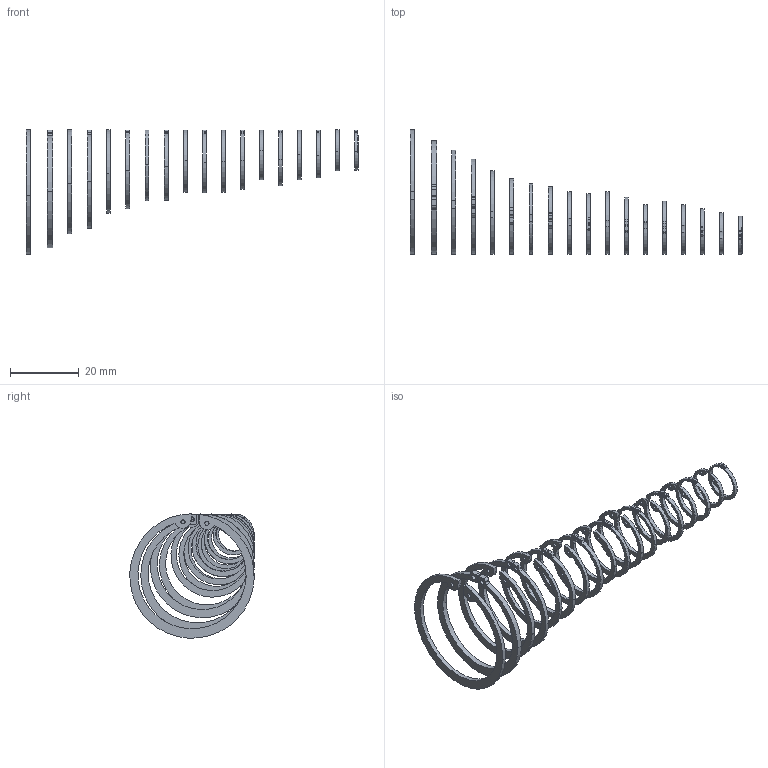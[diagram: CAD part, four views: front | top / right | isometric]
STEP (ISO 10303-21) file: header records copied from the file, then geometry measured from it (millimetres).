
FILE_DESCRIPTION (( 'STEP AP203' ), '1' );
FILE_NAME ('Assemblage_Circlips.STEP', '2017-10-02T15:20:37', ( 'UTILISATEUR' ), ( 'Hewlett-Packard Company' ), 'SwSTEP 2.0', 'SolidWorks 2016', '' );
FILE_SCHEMA (( 'CONFIG_CONTROL_DESIGN' ));
Length unit declared in the file: millimetre
Products named in the file (17): circlips_externes_C EX 30; circlips_externes_C EX 18; circlips_externes_C EX 12; circlips_externes_C EX 14; circlips_externes_C EX 16; circlips_internes_C IN 30; circlips_externes_C EX 10; circlips_internes_C IN 10; circlips_externes_C EX 25; circlips_externes_C EX 15; circlips_internes_C IN 12; circlips_internes_C IN 25; circlips_internes_C IN 15; circlips_internes_C IN 20; circlips_externes_C EX 20; circlips_internes_C IN 17; Assemblage_Circlips
Assembly tree (18 placements, depth 2):
  Assemblage_Circlips
    circlips_externes_C EX 10
    circlips_internes_C IN 10
    circlips_externes_C EX 12
    circlips_externes_C EX 14
    circlips_externes_C EX 15
    circlips_externes_C EX 18
    circlips_externes_C EX 16
    circlips_externes_C EX 20
    circlips_externes_C EX 25
    circlips_externes_C EX 30
    circlips_internes_C IN 12  x2
    circlips_internes_C IN 15  x2
    circlips_internes_C IN 17
    circlips_internes_C IN 20
    circlips_internes_C IN 25
    circlips_internes_C IN 30
Bounding box: 96.3 x 36.08 x 36.08 mm (x, y, z)
Volume: 1891.6 mm3; surface area: 5817.9 mm2
Topology: 18 solids, 18 shells, 378 faces, 1026 edges, 684 vertices
Faces by surface type: cylinder 270, plane 108
Entity records: 13201 total; most frequent: DIRECTION 2168, CARTESIAN_POINT 1937, ORIENTED_EDGE 1884, EDGE_CURVE 942, AXIS2_PLACEMENT_3D 859, VERTEX_POINT 628, CIRCLE 492, LINE 450
